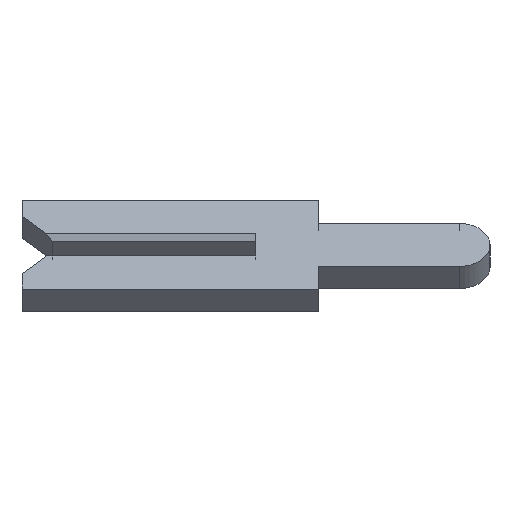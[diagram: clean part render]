
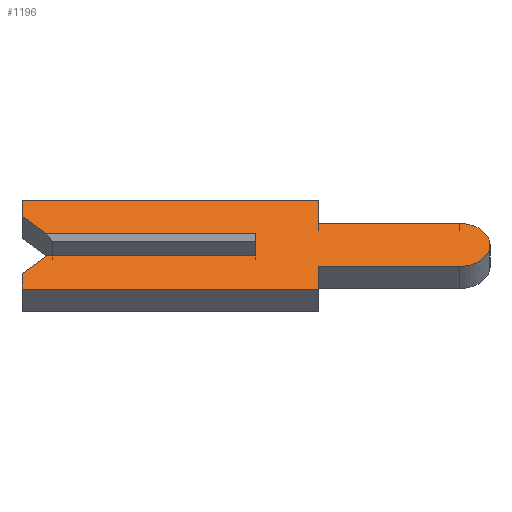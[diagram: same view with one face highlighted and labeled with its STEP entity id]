
A CAD part, left-side view. The second image highlights one B-rep face of the part: STEP entity #1196.
In plain terms, the highlighted face is planar.
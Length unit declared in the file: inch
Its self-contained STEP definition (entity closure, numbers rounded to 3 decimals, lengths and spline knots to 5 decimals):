
#9 = VECTOR ( 'NONE', #40, 39.37008 ) ;
#13 = ORIENTED_EDGE ( 'NONE', *, *, #1017, .F. ) ;
#21 = CARTESIAN_POINT ( 'NONE',  ( -0.01, 0.1305, -0.0065 ) ) ;
#25 = EDGE_CURVE ( 'NONE', #1038, #749, #615, .T. ) ;
#26 = CARTESIAN_POINT ( 'NONE',  ( -0.01, 0.15, 0.026 ) ) ;
#40 = DIRECTION ( 'NONE',  ( 0., 0., -1. ) ) ;
#59 = CARTESIAN_POINT ( 'NONE',  ( -0.01, -0.04, -0.04 ) ) ;
#78 = DIRECTION ( 'NONE',  ( 0., -1., 0. ) ) ;
#84 = CARTESIAN_POINT ( 'NONE',  ( -0.01, -0.1305, 0. ) ) ;
#90 = DIRECTION ( 'NONE',  ( 0., 0., -1. ) ) ;
#106 = VERTEX_POINT ( 'NONE', #1126 ) ;
#117 = VECTOR ( 'NONE', #926, 39.37008 ) ;
#120 = ORIENTED_EDGE ( 'NONE', *, *, #374, .F. ) ;
#131 = VECTOR ( 'NONE', #377, 39.37008 ) ;
#146 = CARTESIAN_POINT ( 'NONE',  ( -0.01, 0., 0.0065 ) ) ;
#152 = DIRECTION ( 'NONE',  ( 0., 0., 1. ) ) ;
#154 = EDGE_CURVE ( 'NONE', #549, #106, #329, .T. ) ;
#163 = LINE ( 'NONE', #472, #301 ) ;
#170 = CARTESIAN_POINT ( 'NONE',  ( -0.01, 0.15, 0.01 ) ) ;
#172 = EDGE_CURVE ( 'NONE', #1203, #421, #525, .T. ) ;
#179 = VECTOR ( 'NONE', #968, 39.37008 ) ;
#188 = CARTESIAN_POINT ( 'NONE',  ( -0.01, 0.15, -0.04 ) ) ;
#199 = CARTESIAN_POINT ( 'NONE',  ( -0.01, -0.1305, 0.0195 ) ) ;
#209 = VECTOR ( 'NONE', #727, 39.37008 ) ;
#259 = CARTESIAN_POINT ( 'NONE',  ( -0.01, -0.04, 0.04 ) ) ;
#274 = ORIENTED_EDGE ( 'NONE', *, *, #753, .F. ) ;
#276 = VERTEX_POINT ( 'NONE', #199 ) ;
#281 = DIRECTION ( 'NONE',  ( 0., 0., -1. ) ) ;
#283 = DIRECTION ( 'NONE',  ( 0., -1., 0. ) ) ;
#292 = ORIENTED_EDGE ( 'NONE', *, *, #154, .T. ) ;
#301 = VECTOR ( 'NONE', #78, 39.37008 ) ;
#302 = VECTOR ( 'NONE', #1118, 39.37008 ) ;
#329 = LINE ( 'NONE', #170, #1024 ) ;
#332 = CARTESIAN_POINT ( 'NONE',  ( -0.01, -0.04, 0.04 ) ) ;
#334 = ORIENTED_EDGE ( 'NONE', *, *, #859, .F. ) ;
#343 = LINE ( 'NONE', #750, #131 ) ;
#366 = VERTEX_POINT ( 'NONE', #26 ) ;
#370 = DIRECTION ( 'NONE',  ( 1., 0., 0. ) ) ;
#374 = EDGE_CURVE ( 'NONE', #549, #366, #437, .T. ) ;
#375 = CARTESIAN_POINT ( 'NONE',  ( -0.01, -0.04, -0.0195 ) ) ;
#377 = DIRECTION ( 'NONE',  ( 0., 0., 1. ) ) ;
#385 = CARTESIAN_POINT ( 'NONE',  ( -0.01, 0.15, -0.026 ) ) ;
#406 = ORIENTED_EDGE ( 'NONE', *, *, #25, .F. ) ;
#421 = VERTEX_POINT ( 'NONE', #698 ) ;
#437 = LINE ( 'NONE', #603, #179 ) ;
#439 = VERTEX_POINT ( 'NONE', #500 ) ;
#445 = CARTESIAN_POINT ( 'NONE',  ( -0.01, -0.04, 0.0195 ) ) ;
#453 = ORIENTED_EDGE ( 'NONE', *, *, #1003, .F. ) ;
#472 = CARTESIAN_POINT ( 'NONE',  ( -0.01, 0.15, 0.04 ) ) ;
#475 = LINE ( 'NONE', #886, #1070 ) ;
#480 = ORIENTED_EDGE ( 'NONE', *, *, #1149, .F. ) ;
#491 = CARTESIAN_POINT ( 'NONE',  ( -0.01, 0.134, 0.01 ) ) ;
#493 = VECTOR ( 'NONE', #546, 39.37008 ) ;
#500 = CARTESIAN_POINT ( 'NONE',  ( -0.01, 0.134, -0.01 ) ) ;
#525 = LINE ( 'NONE', #375, #302 ) ;
#531 = CARTESIAN_POINT ( 'NONE',  ( -0.01, 0.15, -0.04 ) ) ;
#534 = CARTESIAN_POINT ( 'NONE',  ( -0.01, -0.1305, -0.01 ) ) ;
#536 = EDGE_CURVE ( 'NONE', #796, #439, #1007, .T. ) ;
#546 = DIRECTION ( 'NONE',  ( 0., 1., 0. ) ) ;
#549 = VERTEX_POINT ( 'NONE', #491 ) ;
#551 = ORIENTED_EDGE ( 'NONE', *, *, #172, .F. ) ;
#572 = EDGE_CURVE ( 'NONE', #1009, #276, #475, .T. ) ;
#590 = DIRECTION ( 'NONE',  ( 0., -1., 0. ) ) ;
#603 = CARTESIAN_POINT ( 'NONE',  ( -0.01, 0.1305, 0.0065 ) ) ;
#615 = LINE ( 'NONE', #188, #493 ) ;
#641 = VECTOR ( 'NONE', #845, 39.37008 ) ;
#662 = CARTESIAN_POINT ( 'NONE',  ( -0.01, -0.1305, 0. ) ) ;
#698 = CARTESIAN_POINT ( 'NONE',  ( -0.01, -0.04, -0.0195 ) ) ;
#714 = LINE ( 'NONE', #534, #209 ) ;
#717 = CARTESIAN_POINT ( 'NONE',  ( -0.01, 0., -0.01 ) ) ;
#727 = DIRECTION ( 'NONE',  ( 0., -1., 0. ) ) ;
#742 = AXIS2_PLACEMENT_3D ( 'NONE', #662, #370, #90 ) ;
#749 = VERTEX_POINT ( 'NONE', #531 ) ;
#750 = CARTESIAN_POINT ( 'NONE',  ( -0.01, 0.15, 0.026 ) ) ;
#753 = EDGE_CURVE ( 'NONE', #966, #1009, #1085, .T. ) ;
#755 = CARTESIAN_POINT ( 'NONE',  ( -0.01, -0.1305, -0.0195 ) ) ;
#796 = VERTEX_POINT ( 'NONE', #888 ) ;
#813 = VERTEX_POINT ( 'NONE', #717 ) ;
#827 = ORIENTED_EDGE ( 'NONE', *, *, #572, .F. ) ;
#845 = DIRECTION ( 'NONE',  ( 0., 0., 1. ) ) ;
#846 = PLANE ( 'NONE',  #1136 ) ;
#849 = VECTOR ( 'NONE', #1059, 39.37008 ) ;
#859 = EDGE_CURVE ( 'NONE', #813, #106, #989, .T. ) ;
#886 = CARTESIAN_POINT ( 'NONE',  ( -0.01, -0.04, 0.0195 ) ) ;
#888 = CARTESIAN_POINT ( 'NONE',  ( -0.01, 0.15, -0.026 ) ) ;
#893 = VERTEX_POINT ( 'NONE', #1018 ) ;
#906 = ORIENTED_EDGE ( 'NONE', *, *, #1141, .F. ) ;
#920 = VECTOR ( 'NONE', #152, 39.37008 ) ;
#926 = DIRECTION ( 'NONE',  ( 0., 0., -1. ) ) ;
#941 = DIRECTION ( 'NONE',  ( 1., 0., 0. ) ) ;
#966 = VERTEX_POINT ( 'NONE', #259 ) ;
#968 = DIRECTION ( 'NONE',  ( 0., 0.707, 0.707 ) ) ;
#989 = LINE ( 'NONE', #146, #920 ) ;
#1003 = EDGE_CURVE ( 'NONE', #421, #1038, #1121, .T. ) ;
#1007 = LINE ( 'NONE', #21, #849 ) ;
#1009 = VERTEX_POINT ( 'NONE', #445 ) ;
#1017 = EDGE_CURVE ( 'NONE', #439, #813, #714, .T. ) ;
#1018 = CARTESIAN_POINT ( 'NONE',  ( -0.01, 0.15, 0.04 ) ) ;
#1024 = VECTOR ( 'NONE', #283, 39.37008 ) ;
#1038 = VERTEX_POINT ( 'NONE', #59 ) ;
#1040 = ORIENTED_EDGE ( 'NONE', *, *, #1208, .F. ) ;
#1059 = DIRECTION ( 'NONE',  ( 0., -0.707, 0.707 ) ) ;
#1070 = VECTOR ( 'NONE', #590, 39.37008 ) ;
#1072 = ORIENTED_EDGE ( 'NONE', *, *, #1146, .F. ) ;
#1085 = LINE ( 'NONE', #332, #9 ) ;
#1098 = CIRCLE ( 'NONE', #742, 0.0195 ) ;
#1118 = DIRECTION ( 'NONE',  ( 0., 1., 0. ) ) ;
#1121 = LINE ( 'NONE', #1204, #117 ) ;
#1124 = EDGE_LOOP ( 'NONE', ( #292, #334, #13, #1202, #1072, #406, #453, #551, #1040, #827, #274, #906, #480, #120 ) ) ;
#1126 = CARTESIAN_POINT ( 'NONE',  ( -0.01, 0., 0.01 ) ) ;
#1136 = AXIS2_PLACEMENT_3D ( 'NONE', #84, #941, #281 ) ;
#1141 = EDGE_CURVE ( 'NONE', #893, #966, #163, .T. ) ;
#1146 = EDGE_CURVE ( 'NONE', #749, #796, #1181, .T. ) ;
#1149 = EDGE_CURVE ( 'NONE', #366, #893, #343, .T. ) ;
#1181 = LINE ( 'NONE', #385, #641 ) ;
#1196 = ADVANCED_FACE ( 'NONE', ( #1201 ), #846, .F. ) ;
#1201 = FACE_OUTER_BOUND ( 'NONE', #1124, .T. ) ;
#1202 = ORIENTED_EDGE ( 'NONE', *, *, #536, .F. ) ;
#1203 = VERTEX_POINT ( 'NONE', #755 ) ;
#1204 = CARTESIAN_POINT ( 'NONE',  ( -0.01, -0.04, -0.04 ) ) ;
#1208 = EDGE_CURVE ( 'NONE', #276, #1203, #1098, .T. ) ;
